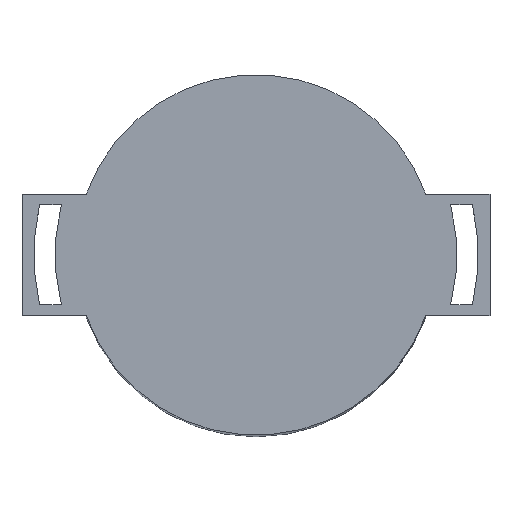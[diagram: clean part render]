
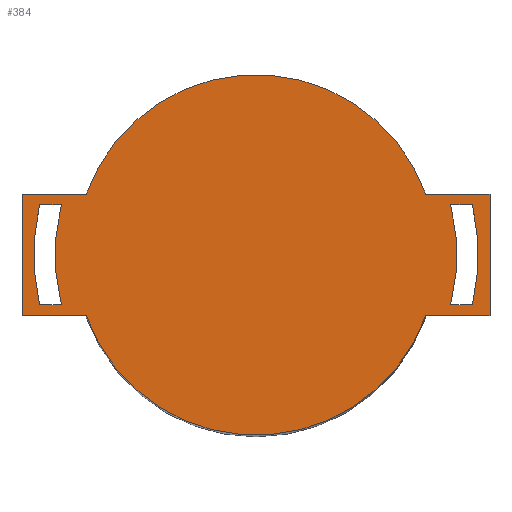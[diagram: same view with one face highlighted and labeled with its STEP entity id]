
A CAD part, top view. The second image highlights one B-rep face of the part: STEP entity #384.
In plain terms, the highlighted planar face has unit normal (0, 0, 1).
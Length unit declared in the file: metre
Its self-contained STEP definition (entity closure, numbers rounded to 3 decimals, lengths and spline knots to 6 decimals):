
#25=PLANE('',#433);
#46=LINE('',#609,#82);
#48=LINE('',#615,#84);
#51=LINE('',#621,#87);
#53=LINE('',#625,#89);
#54=LINE('',#627,#90);
#56=LINE('',#631,#92);
#60=LINE('',#641,#96);
#62=LINE('',#647,#98);
#63=LINE('',#649,#99);
#64=LINE('',#651,#100);
#82=VECTOR('',#490,1.);
#84=VECTOR('',#498,1.);
#87=VECTOR('',#503,1.);
#89=VECTOR('',#507,1.);
#90=VECTOR('',#510,1.);
#92=VECTOR('',#514,1.);
#96=VECTOR('',#524,1.);
#98=VECTOR('',#532,1.);
#99=VECTOR('',#535,1.);
#100=VECTOR('',#538,1.);
#183=ORIENTED_EDGE('',*,*,#243,.F.);
#184=ORIENTED_EDGE('',*,*,#246,.T.);
#185=ORIENTED_EDGE('',*,*,#248,.T.);
#186=ORIENTED_EDGE('',*,*,#250,.F.);
#187=ORIENTED_EDGE('',*,*,#233,.F.);
#188=ORIENTED_EDGE('',*,*,#210,.T.);
#189=ORIENTED_EDGE('',*,*,#236,.T.);
#190=ORIENTED_EDGE('',*,*,#238,.T.);
#191=ORIENTED_EDGE('',*,*,#239,.F.);
#192=ORIENTED_EDGE('',*,*,#206,.T.);
#193=ORIENTED_EDGE('',*,*,#241,.T.);
#194=ORIENTED_EDGE('',*,*,#249,.T.);
#195=ORIENTED_EDGE('',*,*,#227,.T.);
#196=ORIENTED_EDGE('',*,*,#230,.T.);
#197=ORIENTED_EDGE('',*,*,#232,.F.);
#198=ORIENTED_EDGE('',*,*,#251,.F.);
#206=EDGE_CURVE('',#258,#257,#291,.T.);
#210=EDGE_CURVE('',#262,#261,#293,.T.);
#227=EDGE_CURVE('',#276,#275,#298,.T.);
#230=EDGE_CURVE('',#275,#277,#46,.T.);
#232=EDGE_CURVE('',#278,#277,#299,.T.);
#233=EDGE_CURVE('',#262,#279,#48,.T.);
#236=EDGE_CURVE('',#261,#280,#51,.T.);
#238=EDGE_CURVE('',#280,#281,#53,.T.);
#239=EDGE_CURVE('',#258,#281,#54,.T.);
#241=EDGE_CURVE('',#257,#282,#56,.T.);
#243=EDGE_CURVE('',#283,#284,#300,.T.);
#246=EDGE_CURVE('',#283,#285,#60,.T.);
#248=EDGE_CURVE('',#285,#286,#301,.T.);
#249=EDGE_CURVE('',#282,#279,#62,.T.);
#250=EDGE_CURVE('',#284,#286,#63,.T.);
#251=EDGE_CURVE('',#276,#278,#64,.T.);
#257=VERTEX_POINT('',#559);
#258=VERTEX_POINT('',#561);
#261=VERTEX_POINT('',#567);
#262=VERTEX_POINT('',#569);
#275=VERTEX_POINT('',#602);
#276=VERTEX_POINT('',#604);
#277=VERTEX_POINT('',#608);
#278=VERTEX_POINT('',#612);
#279=VERTEX_POINT('',#616);
#280=VERTEX_POINT('',#620);
#281=VERTEX_POINT('',#624);
#282=VERTEX_POINT('',#630);
#283=VERTEX_POINT('',#634);
#284=VERTEX_POINT('',#636);
#285=VERTEX_POINT('',#640);
#286=VERTEX_POINT('',#644);
#291=CIRCLE('',#405,0.01225);
#293=CIRCLE('',#407,0.01225);
#298=CIRCLE('',#416,0.015097);
#299=CIRCLE('',#419,0.013653);
#300=CIRCLE('',#426,0.015097);
#301=CIRCLE('',#429,0.013653);
#325=EDGE_LOOP('',(#183,#184,#185,#186));
#326=EDGE_LOOP('',(#187,#188,#189,#190,#191,#192,#193,#194));
#327=EDGE_LOOP('',(#195,#196,#197,#198));
#353=FACE_BOUND('',#325,.T.);
#354=FACE_BOUND('',#326,.T.);
#355=FACE_BOUND('',#327,.T.);
#384=ADVANCED_FACE('',(#353,#354,#355),#25,.T.);
#405=AXIS2_PLACEMENT_3D('',#560,#448,#449);
#407=AXIS2_PLACEMENT_3D('',#568,#454,#455);
#416=AXIS2_PLACEMENT_3D('',#603,#484,#485);
#419=AXIS2_PLACEMENT_3D('',#613,#494,#495);
#426=AXIS2_PLACEMENT_3D('',#635,#518,#519);
#429=AXIS2_PLACEMENT_3D('',#645,#528,#529);
#433=AXIS2_PLACEMENT_3D('',#652,#539,#540);
#448=DIRECTION('',(0.,0.,1.));
#449=DIRECTION('',(1.,0.,0.));
#454=DIRECTION('',(0.,0.,1.));
#455=DIRECTION('',(1.,0.,0.));
#484=DIRECTION('',(0.,0.,-1.));
#485=DIRECTION('',(1.,0.,0.));
#490=DIRECTION('',(-1.,0.,0.));
#494=DIRECTION('',(0.,0.,-1.));
#495=DIRECTION('',(1.,0.,0.));
#498=DIRECTION('',(-1.,0.,0.));
#503=DIRECTION('',(1.,0.,0.));
#507=DIRECTION('',(0.,1.,0.));
#510=DIRECTION('',(1.,0.,0.));
#514=DIRECTION('',(-1.,0.,0.));
#518=DIRECTION('',(0.,0.,1.));
#519=DIRECTION('',(1.,0.,0.));
#524=DIRECTION('',(1.,0.,0.));
#528=DIRECTION('',(0.,0.,1.));
#529=DIRECTION('',(1.,0.,0.));
#532=DIRECTION('',(0.,-1.,0.));
#535=DIRECTION('',(1.,0.,0.));
#538=DIRECTION('',(-1.,0.,0.));
#539=DIRECTION('',(0.,0.,1.));
#540=DIRECTION('',(1.,0.,0.));
#559=CARTESIAN_POINT('',(-0.011532,0.004133,0.001));
#560=CARTESIAN_POINT('',(0.,0.,0.001));
#561=CARTESIAN_POINT('',(0.011532,0.004133,0.001));
#567=CARTESIAN_POINT('',(0.011532,-0.004133,0.001));
#568=CARTESIAN_POINT('',(0.,0.,0.001));
#569=CARTESIAN_POINT('',(-0.011532,-0.004133,0.001));
#602=CARTESIAN_POINT('',(0.014711,-0.003395,0.001));
#603=CARTESIAN_POINT('',(0.,0.,0.001));
#604=CARTESIAN_POINT('',(0.014711,0.003395,0.001));
#608=CARTESIAN_POINT('',(0.013224,-0.003395,0.001));
#609=CARTESIAN_POINT('',(0.013967,-0.003395,0.001));
#612=CARTESIAN_POINT('',(0.013224,0.003395,0.001));
#613=CARTESIAN_POINT('',(0.,0.,0.001));
#615=CARTESIAN_POINT('',(-0.013714,-0.004133,0.001));
#616=CARTESIAN_POINT('',(-0.015897,-0.004133,0.001));
#620=CARTESIAN_POINT('',(0.015897,-0.004133,0.001));
#621=CARTESIAN_POINT('',(0.013714,-0.004133,0.001));
#624=CARTESIAN_POINT('',(0.015897,0.004133,0.001));
#625=CARTESIAN_POINT('',(0.015897,-0.002066,0.001));
#627=CARTESIAN_POINT('',(0.013714,0.004133,0.001));
#630=CARTESIAN_POINT('',(-0.015897,0.004133,0.001));
#631=CARTESIAN_POINT('',(-0.013714,0.004133,0.001));
#634=CARTESIAN_POINT('',(-0.014711,0.003395,0.001));
#635=CARTESIAN_POINT('',(0.,0.,0.001));
#636=CARTESIAN_POINT('',(-0.014711,-0.003395,0.001));
#640=CARTESIAN_POINT('',(-0.013224,0.003395,0.001));
#641=CARTESIAN_POINT('',(-0.013967,0.003395,0.001));
#644=CARTESIAN_POINT('',(-0.013224,-0.003395,0.001));
#645=CARTESIAN_POINT('',(0.,0.,0.001));
#647=CARTESIAN_POINT('',(-0.015897,0.002066,0.001));
#649=CARTESIAN_POINT('',(-0.013967,-0.003395,0.001));
#651=CARTESIAN_POINT('',(0.013967,0.003395,0.001));
#652=CARTESIAN_POINT('',(0.,0.,0.001));
